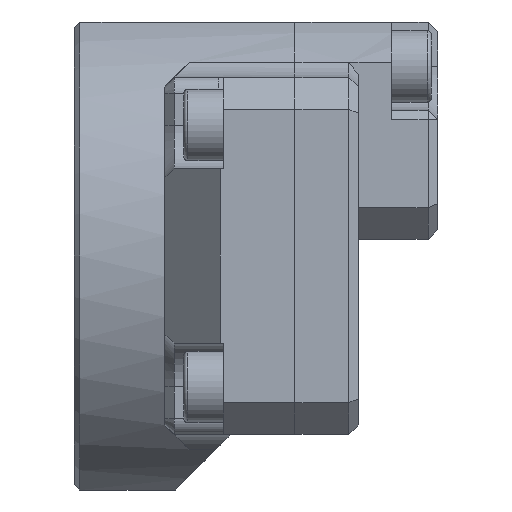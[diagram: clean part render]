
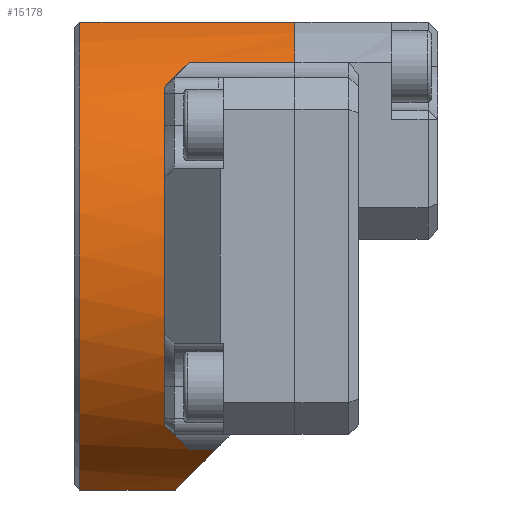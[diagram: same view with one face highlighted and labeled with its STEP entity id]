
A CAD part, left-side view. The second image highlights one B-rep face of the part: STEP entity #15178.
In plain terms, the highlighted cylindrical face has radius 16 mm (diameter 32 mm), a partial arc.
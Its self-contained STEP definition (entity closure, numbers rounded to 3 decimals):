
#168 = VERTEX_POINT ( 'NONE', #13174 ) ;
#365 = DIRECTION ( 'NONE',  ( 0., 0., -1. ) ) ;
#529 = FACE_OUTER_BOUND ( 'NONE', #10319, .T. ) ;
#566 = CARTESIAN_POINT ( 'NONE',  ( -11.447, 6.647, -11.203 ) ) ;
#680 = ORIENTED_EDGE ( 'NONE', *, *, #13390, .F. ) ;
#694 = VERTEX_POINT ( 'NONE', #2771 ) ;
#1169 = EDGE_CURVE ( 'NONE', #168, #5586, #4610, .T. ) ;
#1241 = EDGE_CURVE ( 'NONE', #7829, #11910, #13025, .T. ) ;
#1278 = DIRECTION ( 'NONE',  ( 0., 1., 0. ) ) ;
#1309 = CARTESIAN_POINT ( 'NONE',  ( -11.941, 7.2, -10.65 ) ) ;
#1994 = CARTESIAN_POINT ( 'NONE',  ( 0., 12.55, 0. ) ) ;
#2065 = CARTESIAN_POINT ( 'NONE',  ( -10.352, 13.4, -12.2 ) ) ;
#2266 = VERTEX_POINT ( 'NONE', #14367 ) ;
#2309 = AXIS2_PLACEMENT_3D ( 'NONE', #5211, #6716, #6475 ) ;
#2311 = CARTESIAN_POINT ( 'NONE',  ( -10.352, 4., -12.2 ) ) ;
#2408 = DIRECTION ( 'NONE',  ( 0., -1., 0. ) ) ;
#2771 = CARTESIAN_POINT ( 'NONE',  ( -6.2, -1., 14.75 ) ) ;
#2853 = DIRECTION ( 'NONE',  ( 0., -1., 0. ) ) ;
#2912 = DIRECTION ( 'NONE',  ( 0., -1., 0. ) ) ;
#2976 = VECTOR ( 'NONE', #7177, 1000. ) ;
#3103 = CARTESIAN_POINT ( 'NONE',  ( -6.2, 13.4, 14.75 ) ) ;
#3122 = CIRCLE ( 'NONE', #2309, 16. ) ;
#3168 = VECTOR ( 'NONE', #12012, 1000. ) ;
#3360 = DIRECTION ( 'NONE',  ( 0., -1., 0. ) ) ;
#3511 = CARTESIAN_POINT ( 'NONE',  ( 0., -1., 0. ) ) ;
#3742 = CARTESIAN_POINT ( 'NONE',  ( -10.352, 5.65, -12.2 ) ) ;
#4078 = EDGE_CURVE ( 'NONE', #168, #694, #14567, .T. ) ;
#4106 = CARTESIAN_POINT ( 'NONE',  ( -11.941, 7.2, -10.65 ) ) ;
#4200 = LINE ( 'NONE', #10648, #3168 ) ;
#4470 = CARTESIAN_POINT ( 'NONE',  ( -6.2, 6.55, -14.75 ) ) ;
#4610 = CIRCLE ( 'NONE', #7021, 16. ) ;
#5023 = ORIENTED_EDGE ( 'NONE', *, *, #6086, .T. ) ;
#5134 = VERTEX_POINT ( 'NONE', #11800 ) ;
#5199 = LINE ( 'NONE', #7550, #6819 ) ;
#5211 = CARTESIAN_POINT ( 'NONE',  ( 0., 7.2, 0. ) ) ;
#5286 = CARTESIAN_POINT ( 'NONE',  ( 0., 13.4, 0. ) ) ;
#5515 = CARTESIAN_POINT ( 'NONE',  ( -10.352, 5.65, 12.2 ) ) ;
#5540 = ORIENTED_EDGE ( 'NONE', *, *, #8095, .F. ) ;
#5586 = VERTEX_POINT ( 'NONE', #15753 ) ;
#6002 = CARTESIAN_POINT ( 'NONE',  ( -9.104, 5.059, -13.259 ) ) ;
#6086 = EDGE_CURVE ( 'NONE', #2266, #5134, #7149, .T. ) ;
#6475 = DIRECTION ( 'NONE',  ( 0., 0., 1. ) ) ;
#6690 = AXIS2_PLACEMENT_3D ( 'NONE', #3511, #2408, #15053 ) ;
#6716 = DIRECTION ( 'NONE',  ( 0., -1., 0. ) ) ;
#6779 = CARTESIAN_POINT ( 'NONE',  ( -11.941, 7.2, 10.65 ) ) ;
#6819 = VECTOR ( 'NONE', #1278, 1000. ) ;
#6879 = CYLINDRICAL_SURFACE ( 'NONE', #12021, 16. ) ;
#6919 = CARTESIAN_POINT ( 'NONE',  ( -10.917, 6.129, -11.721 ) ) ;
#7021 = AXIS2_PLACEMENT_3D ( 'NONE', #1994, #2912, #9284 ) ;
#7149 =( BOUNDED_CURVE ( )  B_SPLINE_CURVE ( 3, ( #6779, #11906, #10303, #5515 ),
 .UNSPECIFIED., .F., .T. ) 
 B_SPLINE_CURVE_WITH_KNOTS ( ( 4, 4 ),
 ( 5.441, 5.58 ),
 .UNSPECIFIED. ) 
 CURVE ( )  GEOMETRIC_REPRESENTATION_ITEM ( )  RATIONAL_B_SPLINE_CURVE ( ( 1., 0.998, 0.998, 1. ) ) 
 REPRESENTATION_ITEM ( '' )  );
#7177 = DIRECTION ( 'NONE',  ( 0., 1., 0. ) ) ;
#7550 = CARTESIAN_POINT ( 'NONE',  ( -6.2, 13.4, -14.75 ) ) ;
#7829 = VERTEX_POINT ( 'NONE', #4470 ) ;
#8095 = EDGE_CURVE ( 'NONE', #7829, #5586, #5199, .T. ) ;
#8225 = ORIENTED_EDGE ( 'NONE', *, *, #1169, .T. ) ;
#8562 = CIRCLE ( 'NONE', #6690, 16. ) ;
#8917 = VERTEX_POINT ( 'NONE', #10141 ) ;
#9284 = DIRECTION ( 'NONE',  ( 0., 0., 1. ) ) ;
#9904 = EDGE_CURVE ( 'NONE', #694, #8917, #8562, .T. ) ;
#10023 = CARTESIAN_POINT ( 'NONE',  ( -7.709, 5.916, -14.116 ) ) ;
#10141 = CARTESIAN_POINT ( 'NONE',  ( -10.352, -1., 12.2 ) ) ;
#10303 = CARTESIAN_POINT ( 'NONE',  ( -10.917, 6.129, 11.721 ) ) ;
#10305 = ORIENTED_EDGE ( 'NONE', *, *, #1241, .T. ) ;
#10319 = EDGE_LOOP ( 'NONE', ( #14942, #10701, #14661, #8225, #5540, #10305, #12994, #10750, #680, #5023 ) ) ;
#10587 = EDGE_CURVE ( 'NONE', #11910, #10786, #13559, .T. ) ;
#10648 = CARTESIAN_POINT ( 'NONE',  ( -10.352, 13.4, 12.2 ) ) ;
#10701 = ORIENTED_EDGE ( 'NONE', *, *, #9904, .F. ) ;
#10750 = ORIENTED_EDGE ( 'NONE', *, *, #12172, .T. ) ;
#10786 = VERTEX_POINT ( 'NONE', #3742 ) ;
#11800 = CARTESIAN_POINT ( 'NONE',  ( -10.352, 5.65, 12.2 ) ) ;
#11906 = CARTESIAN_POINT ( 'NONE',  ( -11.447, 6.647, 11.203 ) ) ;
#11910 = VERTEX_POINT ( 'NONE', #16233 ) ;
#12012 = DIRECTION ( 'NONE',  ( 0., -1., 0. ) ) ;
#12021 = AXIS2_PLACEMENT_3D ( 'NONE', #5286, #2853, #365 ) ;
#12172 = EDGE_CURVE ( 'NONE', #10786, #15651, #14621, .T. ) ;
#12994 = ORIENTED_EDGE ( 'NONE', *, *, #10587, .T. ) ;
#13025 =( BOUNDED_CURVE ( )  B_SPLINE_CURVE ( 3, ( #13805, #10023, #6002, #2311 ),
 .UNSPECIFIED., .F., .T. ) 
 B_SPLINE_CURVE_WITH_KNOTS ( ( 4, 4 ),
 ( 3.539, 3.845 ),
 .UNSPECIFIED. ) 
 CURVE ( )  GEOMETRIC_REPRESENTATION_ITEM ( )  RATIONAL_B_SPLINE_CURVE ( ( 1., 0.992, 0.992, 1. ) ) 
 REPRESENTATION_ITEM ( '' )  );
#13174 = CARTESIAN_POINT ( 'NONE',  ( -6.2, 12.55, 14.75 ) ) ;
#13390 = EDGE_CURVE ( 'NONE', #2266, #15651, #3122, .T. ) ;
#13559 = LINE ( 'NONE', #2065, #2976 ) ;
#13805 = CARTESIAN_POINT ( 'NONE',  ( -6.2, 6.55, -14.75 ) ) ;
#14367 = CARTESIAN_POINT ( 'NONE',  ( -11.941, 7.2, 10.65 ) ) ;
#14567 = LINE ( 'NONE', #3103, #14748 ) ;
#14621 =( BOUNDED_CURVE ( )  B_SPLINE_CURVE ( 3, ( #14860, #6919, #566, #1309 ),
 .UNSPECIFIED., .F., .T. ) 
 B_SPLINE_CURVE_WITH_KNOTS ( ( 4, 4 ),
 ( 0.704, 0.842 ),
 .UNSPECIFIED. ) 
 CURVE ( )  GEOMETRIC_REPRESENTATION_ITEM ( )  RATIONAL_B_SPLINE_CURVE ( ( 1., 0.998, 0.998, 1. ) ) 
 REPRESENTATION_ITEM ( '' )  );
#14661 = ORIENTED_EDGE ( 'NONE', *, *, #4078, .F. ) ;
#14748 = VECTOR ( 'NONE', #3360, 1000. ) ;
#14860 = CARTESIAN_POINT ( 'NONE',  ( -10.352, 5.65, -12.2 ) ) ;
#14942 = ORIENTED_EDGE ( 'NONE', *, *, #15196, .T. ) ;
#15053 = DIRECTION ( 'NONE',  ( 0., 0., -1. ) ) ;
#15178 = ADVANCED_FACE ( 'NONE', ( #529 ), #6879, .T. ) ;
#15196 = EDGE_CURVE ( 'NONE', #5134, #8917, #4200, .T. ) ;
#15651 = VERTEX_POINT ( 'NONE', #4106 ) ;
#15753 = CARTESIAN_POINT ( 'NONE',  ( -6.2, 12.55, -14.75 ) ) ;
#16233 = CARTESIAN_POINT ( 'NONE',  ( -10.352, 4., -12.2 ) ) ;
